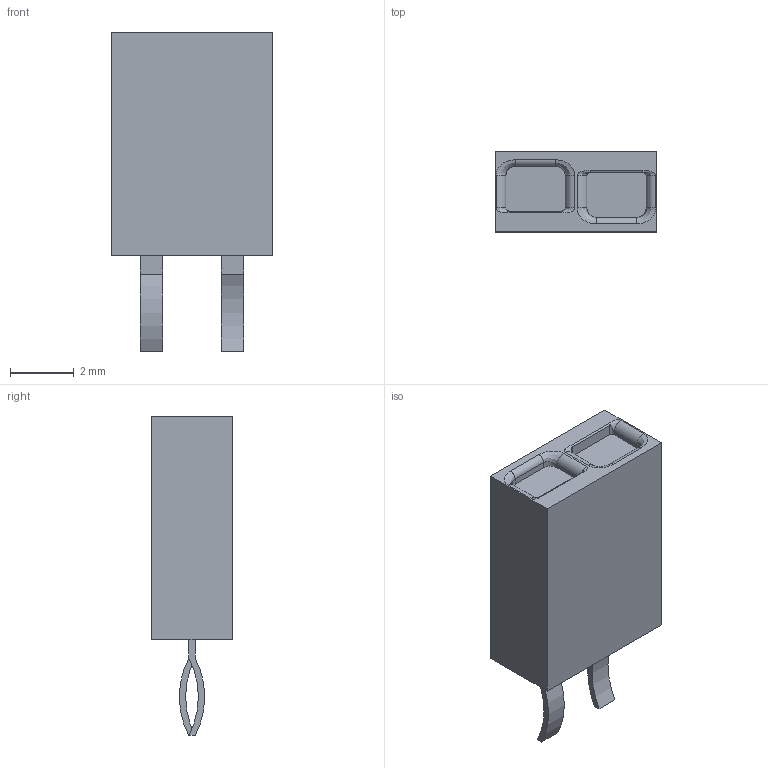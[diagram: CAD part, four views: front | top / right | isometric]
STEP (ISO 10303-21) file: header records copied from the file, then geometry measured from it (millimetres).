
FILE_DESCRIPTION((''),'2;1');
FILE_NAME('C-215297-2','2016-03-29T',('workeradm'),('Tyco Electronics Ltd.'),'CREO PARAMETRIC BY PTC INC, 2015200','CREO PARAMETRIC BY PTC INC, 2015200','');
FILE_SCHEMA(('AUTOMOTIVE_DESIGN { 1 0 10303 214 1 1 1 1 }'));
Length unit declared in the file: millimetre
Products named in the file (1): C-215297-2
Bounding box: 5.08 x 2.52 x 10 mm (x, y, z)
Volume: 88.2 mm3; surface area: 147.4 mm2
Topology: 1 solids, 1 shells, 62 faces, 149 edges, 94 vertices
Faces by surface type: plane 34, cylinder 20, bspline 8
Entity records: 3437 total; most frequent: CARTESIAN_POINT 1987, ORIENTED_EDGE 298, DIRECTION 273, EDGE_CURVE 149, VECTOR 101, LINE 101, VERTEX_POINT 94, AXIS2_PLACEMENT_3D 86
